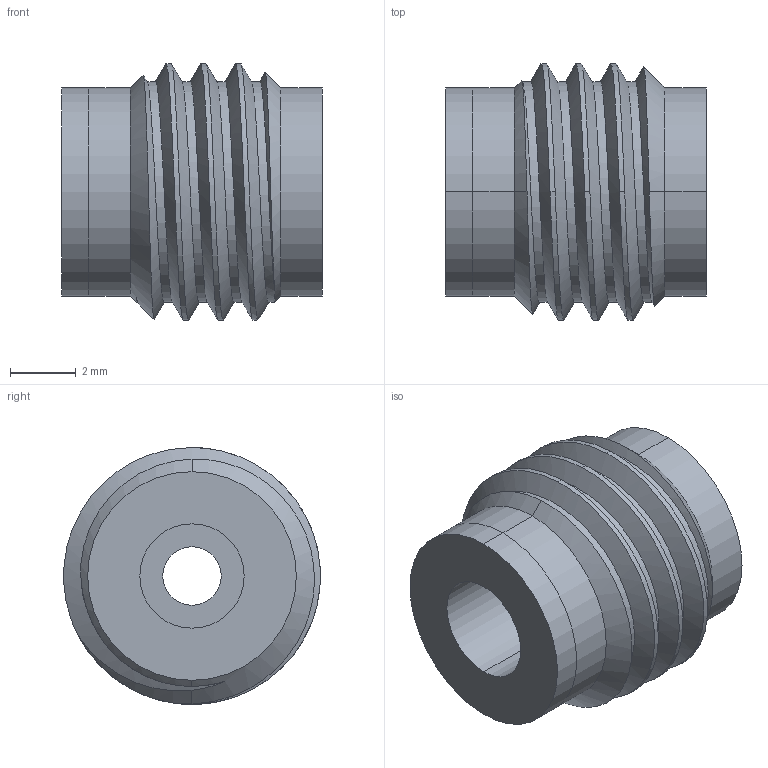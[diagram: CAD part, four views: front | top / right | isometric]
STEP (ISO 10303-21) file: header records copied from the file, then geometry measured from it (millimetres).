
FILE_DESCRIPTION (( 'STEP AP203' ), '1' );
FILE_NAME ('FR-SS-70.STEP', '2025-09-19T18:11:09', ( '' ), ( '' ), 'SwSTEP 2.0', 'SolidWorks 2018', '' );
FILE_SCHEMA (( 'CONFIG_CONTROL_DESIGN' ));
Length unit declared in the file: inch
Products named in the file (3): PRT-000069; FR-SS-70; PRT-002423
Assembly tree (2 placements, depth 2):
  FR-SS-70
    PRT-000069
    PRT-002423
Bounding box: 7.94 x 7.81 x 7.82 mm (x, y, z)
Volume: 212.6 mm3; surface area: 470.6 mm2
Topology: 2 solids, 2 shells, 76 faces, 179 edges, 106 vertices
Faces by surface type: cylinder 35, cone 24, plane 14, bspline 3
Entity records: 3694 total; most frequent: CARTESIAN_POINT 1728, DIRECTION 356, ORIENTED_EDGE 338, EDGE_CURVE 169, AXIS2_PLACEMENT_3D 143, VERTEX_POINT 106, EDGE_LOOP 89, FACE_OUTER_BOUND 76
